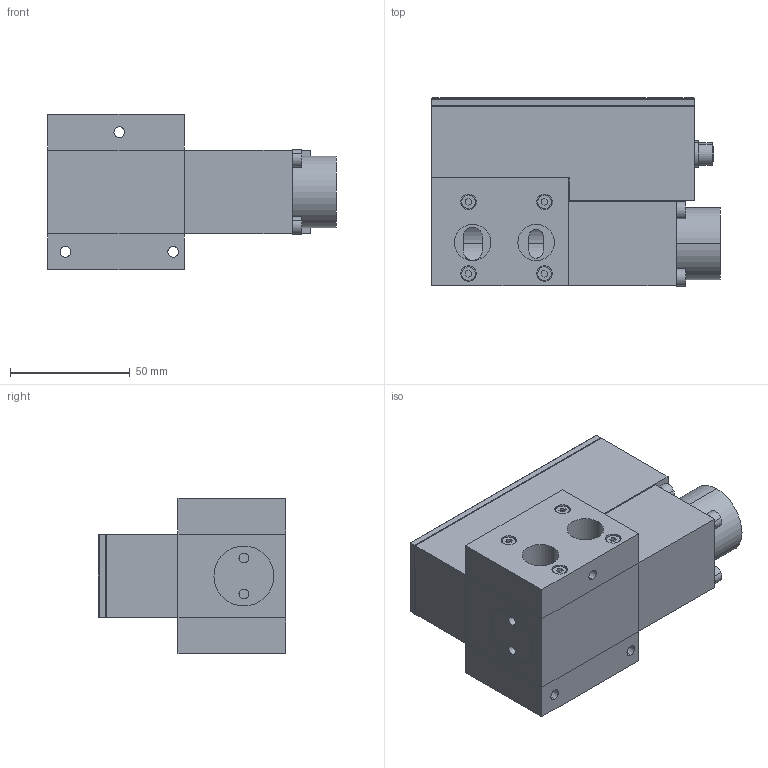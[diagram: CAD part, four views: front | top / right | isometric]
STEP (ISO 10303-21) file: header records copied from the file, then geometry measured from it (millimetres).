
FILE_DESCRIPTION (( 'STEP AP203' ), '1' );
FILE_NAME ('VPV-1 ²Õ¦X.STEP', '2025-09-03T13:01:55', ( '' ), ( '' ), 'SwSTEP 2.0', 'SolidWorks 2024', '' );
FILE_SCHEMA (( 'CONFIG_CONTROL_DESIGN' ));
Length unit declared in the file: millimetre
Products named in the file (17): 內六角圓頭螺絲_M4X50; VPV-1 控制盒蓋; 內六角鈕扣頭螺絲_M2.5X5; VPV-1 左蓋; 內六角圓頭螺絲_M3X8; VPV-1 IE法蘭; GRF-35-4-A; VPV-1 閥體; 內六角圓頭螺絲_M3X20; VPV-1 O法蘭; M8連接器 螺帽; VPV-1 控制盒; VPV-1 貼紙; VPV-1 電路板A; M8 板前母座連接器; VPV-1 組合; M8連接器 本體
Assembly tree (32 placements, depth 3):
  VPV-1 組合
    VPV-1 閥體
    VPV-1 左蓋
    GRF-35-4-A
    VPV-1 控制盒
    VPV-1 IE法蘭
    VPV-1 O法蘭
    內六角圓頭螺絲_M3X20  x8
    內六角圓頭螺絲_M4X50  x4
    VPV-1 控制盒蓋
    內六角圓頭螺絲_M3X8  x4
    內六角鈕扣頭螺絲_M2.5X5  x4
    VPV-1 電路板A
    M8 板前母座連接器
      M8連接器 本體
      M8連接器 螺帽
    VPV-1 貼紙
Bounding box: 120.7 x 78.5 x 65 mm (x, y, z)
Volume: 269289.1 mm3; surface area: 109373.2 mm2
Topology: 35 solids, 35 shells, 1257 faces, 2985 edges, 1905 vertices
Faces by surface type: plane 720, cylinder 380, cone 135, torus 14, sphere 8
Entity records: 32465 total; most frequent: CARTESIAN_POINT 5497, DIRECTION 5304, ORIENTED_EDGE 4886, EDGE_CURVE 2443, AXIS2_PLACEMENT_3D 1822, LINE 1660, VECTOR 1660, VERTEX_POINT 1573
